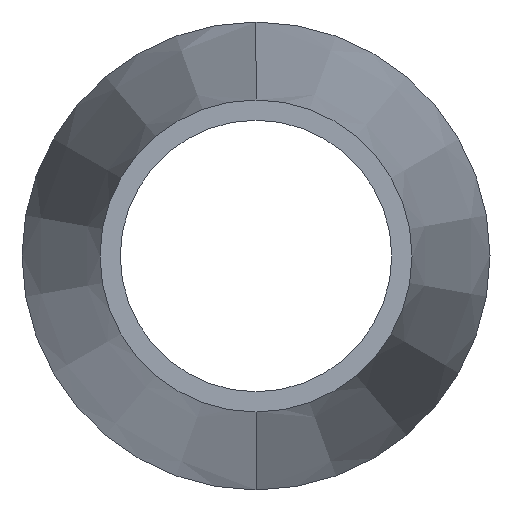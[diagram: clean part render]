
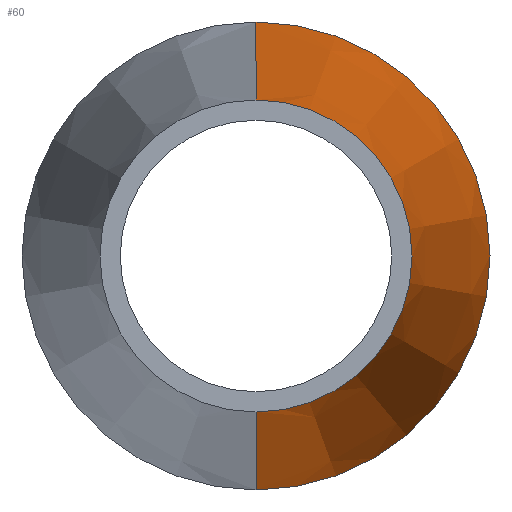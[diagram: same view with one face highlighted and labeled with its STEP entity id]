
A CAD part, front view. The second image highlights one B-rep face of the part: STEP entity #60.
In plain terms, the highlighted conical face has half-angle 7.125 degrees and reference radius 12.7 mm.
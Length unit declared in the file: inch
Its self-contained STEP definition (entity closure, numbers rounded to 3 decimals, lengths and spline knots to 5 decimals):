
#16 = VERTEX_POINT ( 'NONE', #106 ) ;
#31 = VERTEX_POINT ( 'NONE', #235 ) ;
#32 = DIRECTION ( 'NONE',  ( 0., 0., 1. ) ) ;
#38 = VECTOR ( 'NONE', #45, 39.37008 ) ;
#45 = DIRECTION ( 'NONE',  ( 0., 0.992, 0.124 ) ) ;
#60 = ADVANCED_FACE ( 'NONE', ( #142 ), #89, .T. ) ;
#66 = VERTEX_POINT ( 'NONE', #378 ) ;
#72 = LINE ( 'NONE', #216, #38 ) ;
#89 = CONICAL_SURFACE ( 'NONE', #414, 0.5, 0.124 ) ;
#101 = AXIS2_PLACEMENT_3D ( 'NONE', #355, #246, #191 ) ;
#106 = CARTESIAN_POINT ( 'NONE',  ( 0., 0., 0.5 ) ) ;
#116 = VECTOR ( 'NONE', #312, 39.37008 ) ;
#123 = VERTEX_POINT ( 'NONE', #408 ) ;
#142 = FACE_OUTER_BOUND ( 'NONE', #374, .T. ) ;
#144 = DIRECTION ( 'NONE',  ( 0., 1., 0. ) ) ;
#155 = EDGE_CURVE ( 'NONE', #16, #66, #72, .T. ) ;
#171 = ORIENTED_EDGE ( 'NONE', *, *, #231, .F. ) ;
#191 = DIRECTION ( 'NONE',  ( 0., 0., -1. ) ) ;
#193 = DIRECTION ( 'NONE',  ( 0., 1., 0. ) ) ;
#206 = ORIENTED_EDGE ( 'NONE', *, *, #306, .T. ) ;
#216 = CARTESIAN_POINT ( 'NONE',  ( 0., 0., 0.5 ) ) ;
#230 = CIRCLE ( 'NONE', #339, 0.75 ) ;
#231 = EDGE_CURVE ( 'NONE', #123, #16, #266, .T. ) ;
#235 = CARTESIAN_POINT ( 'NONE',  ( 0., 2., -0.75 ) ) ;
#246 = DIRECTION ( 'NONE',  ( 0., -1., 0. ) ) ;
#266 = CIRCLE ( 'NONE', #101, 0.5 ) ;
#289 = LINE ( 'NONE', #418, #116 ) ;
#305 = ORIENTED_EDGE ( 'NONE', *, *, #155, .F. ) ;
#306 = EDGE_CURVE ( 'NONE', #123, #31, #289, .T. ) ;
#312 = DIRECTION ( 'NONE',  ( 0., 0.992, -0.124 ) ) ;
#333 = CARTESIAN_POINT ( 'NONE',  ( 0., 0., 0. ) ) ;
#339 = AXIS2_PLACEMENT_3D ( 'NONE', #421, #193, #396 ) ;
#340 = ORIENTED_EDGE ( 'NONE', *, *, #388, .F. ) ;
#355 = CARTESIAN_POINT ( 'NONE',  ( 0., 0., 0. ) ) ;
#374 = EDGE_LOOP ( 'NONE', ( #171, #206, #340, #305 ) ) ;
#378 = CARTESIAN_POINT ( 'NONE',  ( 0., 2., 0.75 ) ) ;
#388 = EDGE_CURVE ( 'NONE', #66, #31, #230, .T. ) ;
#396 = DIRECTION ( 'NONE',  ( 0., 0., 1. ) ) ;
#408 = CARTESIAN_POINT ( 'NONE',  ( 0., 0., -0.5 ) ) ;
#414 = AXIS2_PLACEMENT_3D ( 'NONE', #333, #144, #32 ) ;
#418 = CARTESIAN_POINT ( 'NONE',  ( 0., 0., -0.5 ) ) ;
#421 = CARTESIAN_POINT ( 'NONE',  ( 0., 2., 0. ) ) ;
